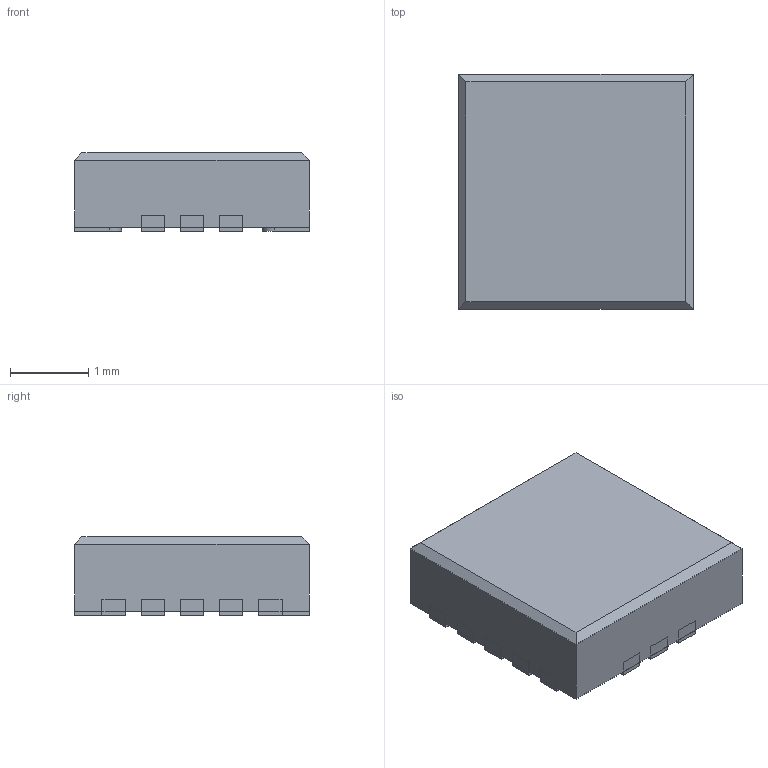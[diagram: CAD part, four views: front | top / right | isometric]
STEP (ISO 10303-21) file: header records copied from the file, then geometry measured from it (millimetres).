
FILE_DESCRIPTION(/* description */ (''),/* implementation_level */ '2;1');
FILE_NAME(/* name */ 'qfn_1535999570800.stp',/* time_stamp */ '2018-09-03T18:32:48+00:00',/* author */ (''),/* organization */ (''),/* preprocessor_version */ 'ST-DEVELOPER v17.2',/* originating_system */ 'ASM',/* authorisation */ '');
FILE_SCHEMA (('AUTOMOTIVE_DESIGN { 1 0 10303 214 3 1 1 }'));
Length unit declared in the file: millimetre
Products named in the file (1): qfn_1535999570800
Bounding box: 3 x 3 x 1 mm (x, y, z)
Volume: 8.6 mm3; surface area: 36.2 mm2
Topology: 9 solids, 9 shells, 170 faces, 436 edges, 284 vertices
Faces by surface type: plane 154, cylinder 16
Entity records: 5238 total; most frequent: CARTESIAN_POINT 891, ORIENTED_EDGE 872, DIRECTION 810, EDGE_CURVE 436, LINE 404, VECTOR 404, VERTEX_POINT 284, AXIS2_PLACEMENT_3D 203
